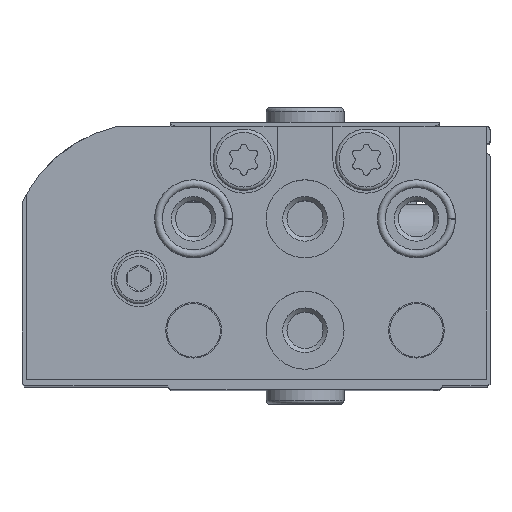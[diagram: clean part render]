
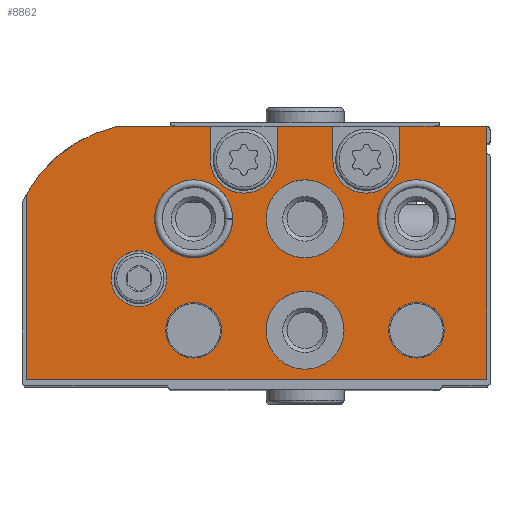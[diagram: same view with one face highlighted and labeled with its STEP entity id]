
A CAD part, top view. The second image highlights one B-rep face of the part: STEP entity #8862.
In plain terms, the highlighted face is planar.
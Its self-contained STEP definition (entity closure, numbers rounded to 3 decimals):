
#900=LINE('',#15053,#1589);
#904=LINE('',#15061,#1593);
#908=LINE('',#15067,#1597);
#911=LINE('',#15087,#1600);
#912=LINE('',#15091,#1601);
#913=LINE('',#15094,#1602);
#914=LINE('',#15096,#1603);
#915=LINE('',#15098,#1604);
#916=LINE('',#15099,#1605);
#917=LINE('',#15103,#1606);
#1589=VECTOR('',#12181,1000.);
#1593=VECTOR('',#12185,1000.);
#1597=VECTOR('',#12189,1000.);
#1600=VECTOR('',#12208,1000.);
#1601=VECTOR('',#12211,1000.);
#1602=VECTOR('',#12214,1000.);
#1603=VECTOR('',#12215,1000.);
#1604=VECTOR('',#12216,1000.);
#1605=VECTOR('',#12217,1000.);
#1606=VECTOR('',#12220,1000.);
#3367=ORIENTED_EDGE('',*,*,#5050,.T.);
#3368=ORIENTED_EDGE('',*,*,#5051,.T.);
#3369=ORIENTED_EDGE('',*,*,#5052,.T.);
#3370=ORIENTED_EDGE('',*,*,#5053,.T.);
#3371=ORIENTED_EDGE('',*,*,#5054,.T.);
#3372=ORIENTED_EDGE('',*,*,#5055,.T.);
#3373=ORIENTED_EDGE('',*,*,#5056,.T.);
#3374=ORIENTED_EDGE('',*,*,#5057,.T.);
#3375=ORIENTED_EDGE('',*,*,#5058,.T.);
#3376=ORIENTED_EDGE('',*,*,#5059,.T.);
#3377=ORIENTED_EDGE('',*,*,#5047,.F.);
#3378=ORIENTED_EDGE('',*,*,#5060,.F.);
#3379=ORIENTED_EDGE('',*,*,#5061,.F.);
#3380=ORIENTED_EDGE('',*,*,#5062,.F.);
#3381=ORIENTED_EDGE('',*,*,#5063,.F.);
#3382=ORIENTED_EDGE('',*,*,#5043,.F.);
#3383=ORIENTED_EDGE('',*,*,#5064,.T.);
#3384=ORIENTED_EDGE('',*,*,#5065,.T.);
#3385=ORIENTED_EDGE('',*,*,#5066,.T.);
#3386=ORIENTED_EDGE('',*,*,#5039,.F.);
#5039=EDGE_CURVE('',#6031,#6032,#900,.T.);
#5043=EDGE_CURVE('',#6035,#6036,#904,.T.);
#5047=EDGE_CURVE('',#6037,#6038,#908,.T.);
#5050=EDGE_CURVE('',#6040,#6040,#6580,.T.);
#5051=EDGE_CURVE('',#6041,#6041,#6581,.T.);
#5052=EDGE_CURVE('',#6042,#6042,#6582,.T.);
#5053=EDGE_CURVE('',#6043,#6043,#6583,.T.);
#5054=EDGE_CURVE('',#6044,#6044,#6584,.T.);
#5055=EDGE_CURVE('',#6045,#6045,#6585,.T.);
#5056=EDGE_CURVE('',#6046,#6046,#6586,.T.);
#5057=EDGE_CURVE('',#6031,#6047,#911,.T.);
#5058=EDGE_CURVE('',#6047,#6048,#6587,.T.);
#5059=EDGE_CURVE('',#6048,#6038,#912,.T.);
#5060=EDGE_CURVE('',#6049,#6037,#6588,.T.);
#5061=EDGE_CURVE('',#6050,#6049,#913,.T.);
#5062=EDGE_CURVE('',#6051,#6050,#914,.T.);
#5063=EDGE_CURVE('',#6036,#6051,#915,.T.);
#5064=EDGE_CURVE('',#6035,#6052,#916,.T.);
#5065=EDGE_CURVE('',#6052,#6053,#6589,.T.);
#5066=EDGE_CURVE('',#6053,#6032,#917,.T.);
#6031=VERTEX_POINT('',#15052);
#6032=VERTEX_POINT('',#15054);
#6035=VERTEX_POINT('',#15060);
#6036=VERTEX_POINT('',#15062);
#6037=VERTEX_POINT('',#15066);
#6038=VERTEX_POINT('',#15068);
#6040=VERTEX_POINT('',#15074);
#6041=VERTEX_POINT('',#15076);
#6042=VERTEX_POINT('',#15078);
#6043=VERTEX_POINT('',#15080);
#6044=VERTEX_POINT('',#15082);
#6045=VERTEX_POINT('',#15084);
#6046=VERTEX_POINT('',#15086);
#6047=VERTEX_POINT('',#15088);
#6048=VERTEX_POINT('',#15090);
#6049=VERTEX_POINT('',#15093);
#6050=VERTEX_POINT('',#15095);
#6051=VERTEX_POINT('',#15097);
#6052=VERTEX_POINT('',#15100);
#6053=VERTEX_POINT('',#15102);
#6580=CIRCLE('',#10020,2.5);
#6581=CIRCLE('',#10021,3.5);
#6582=CIRCLE('',#10022,3.5);
#6583=CIRCLE('',#10023,3.5);
#6584=CIRCLE('',#10024,3.5);
#6585=CIRCLE('',#10025,2.5);
#6586=CIRCLE('',#10026,2.5);
#6587=CIRCLE('',#10027,3.);
#6588=CIRCLE('',#10028,12.5);
#6589=CIRCLE('',#10029,3.);
#7204=EDGE_LOOP('',(#3367));
#7205=EDGE_LOOP('',(#3368));
#7206=EDGE_LOOP('',(#3369));
#7207=EDGE_LOOP('',(#3370));
#7208=EDGE_LOOP('',(#3371));
#7209=EDGE_LOOP('',(#3372));
#7210=EDGE_LOOP('',(#3373));
#7211=EDGE_LOOP('',(#3374,#3375,#3376,#3377,#3378,#3379,#3380,#3381,#3382,
#3383,#3384,#3385,#3386));
#7962=FACE_BOUND('',#7204,.T.);
#7963=FACE_BOUND('',#7205,.T.);
#7964=FACE_BOUND('',#7206,.T.);
#7965=FACE_BOUND('',#7207,.T.);
#7966=FACE_BOUND('',#7208,.T.);
#7967=FACE_BOUND('',#7209,.T.);
#7968=FACE_BOUND('',#7210,.T.);
#7969=FACE_BOUND('',#7211,.T.);
#8446=PLANE('',#10019);
#8862=ADVANCED_FACE('',(#7962,#7963,#7964,#7965,#7966,#7967,#7968,#7969),
#8446,.F.);
#10019=AXIS2_PLACEMENT_3D('',#15072,#12192,#12193);
#10020=AXIS2_PLACEMENT_3D('',#15073,#12194,#12195);
#10021=AXIS2_PLACEMENT_3D('',#15075,#12196,#12197);
#10022=AXIS2_PLACEMENT_3D('',#15077,#12198,#12199);
#10023=AXIS2_PLACEMENT_3D('',#15079,#12200,#12201);
#10024=AXIS2_PLACEMENT_3D('',#15081,#12202,#12203);
#10025=AXIS2_PLACEMENT_3D('',#15083,#12204,#12205);
#10026=AXIS2_PLACEMENT_3D('',#15085,#12206,#12207);
#10027=AXIS2_PLACEMENT_3D('',#15089,#12209,#12210);
#10028=AXIS2_PLACEMENT_3D('',#15092,#12212,#12213);
#10029=AXIS2_PLACEMENT_3D('',#15101,#12218,#12219);
#12181=DIRECTION('',(-1.,0.,0.));
#12185=DIRECTION('',(-1.,0.,0.));
#12189=DIRECTION('',(-1.,0.,0.));
#12192=DIRECTION('',(0.,0.,1.));
#12193=DIRECTION('',(1.,0.,0.));
#12194=DIRECTION('',(0.,0.,1.));
#12195=DIRECTION('',(1.,0.,0.));
#12196=DIRECTION('',(0.,0.,1.));
#12197=DIRECTION('',(1.,0.,0.));
#12198=DIRECTION('',(0.,0.,1.));
#12199=DIRECTION('',(1.,0.,0.));
#12200=DIRECTION('',(0.,0.,1.));
#12201=DIRECTION('',(1.,0.,0.));
#12202=DIRECTION('',(0.,0.,1.));
#12203=DIRECTION('',(1.,0.,0.));
#12204=DIRECTION('',(0.,0.,1.));
#12205=DIRECTION('',(1.,0.,0.));
#12206=DIRECTION('',(0.,0.,1.));
#12207=DIRECTION('',(1.,0.,0.));
#12208=DIRECTION('',(0.,-1.,0.));
#12209=DIRECTION('',(0.,0.,1.));
#12210=DIRECTION('',(1.,0.,0.));
#12211=DIRECTION('',(0.,1.,0.));
#12212=DIRECTION('',(0.,0.,1.));
#12213=DIRECTION('',(1.,0.,0.));
#12214=DIRECTION('',(0.,1.,0.));
#12215=DIRECTION('',(1.,0.,0.));
#12216=DIRECTION('',(0.,-1.,0.));
#12217=DIRECTION('',(0.,-1.,0.));
#12218=DIRECTION('',(0.,0.,1.));
#12219=DIRECTION('',(1.,0.,0.));
#12220=DIRECTION('',(0.,1.,0.));
#15052=CARTESIAN_POINT('',(18.8,22.7,0.));
#15053=CARTESIAN_POINT('',(33.122,22.7,0.));
#15054=CARTESIAN_POINT('',(13.8,22.7,0.));
#15060=CARTESIAN_POINT('',(7.8,22.7,0.));
#15061=CARTESIAN_POINT('',(33.122,22.7,0.));
#15062=CARTESIAN_POINT('',(0.,22.7,0.));
#15066=CARTESIAN_POINT('',(33.122,22.7,0.));
#15067=CARTESIAN_POINT('',(33.122,22.7,0.));
#15068=CARTESIAN_POINT('',(24.8,22.7,0.));
#15072=CARTESIAN_POINT('',(30.4,10.5,0.));
#15073=CARTESIAN_POINT('',(31.2,9.03,0.));
#15074=CARTESIAN_POINT('',(33.7,9.03,0.));
#15075=CARTESIAN_POINT('',(26.3,14.4,0.));
#15076=CARTESIAN_POINT('',(29.8,14.4,0.));
#15077=CARTESIAN_POINT('',(16.3,14.4,0.));
#15078=CARTESIAN_POINT('',(19.8,14.4,0.));
#15079=CARTESIAN_POINT('',(6.3,14.4,0.));
#15080=CARTESIAN_POINT('',(9.8,14.4,0.));
#15081=CARTESIAN_POINT('',(16.3,4.4,0.));
#15082=CARTESIAN_POINT('',(19.8,4.4,0.));
#15083=CARTESIAN_POINT('',(26.3,4.4,0.));
#15084=CARTESIAN_POINT('',(28.8,4.4,0.));
#15085=CARTESIAN_POINT('',(6.3,4.4,0.));
#15086=CARTESIAN_POINT('',(8.8,4.4,0.));
#15087=CARTESIAN_POINT('',(18.8,22.7,0.));
#15088=CARTESIAN_POINT('',(18.8,19.7,0.));
#15089=CARTESIAN_POINT('',(21.8,19.7,0.));
#15090=CARTESIAN_POINT('',(24.8,19.7,0.));
#15091=CARTESIAN_POINT('',(24.8,19.7,0.));
#15092=CARTESIAN_POINT('',(30.4,10.5,0.));
#15093=CARTESIAN_POINT('',(41.3,16.619,0.));
#15094=CARTESIAN_POINT('',(41.3,0.,0.));
#15095=CARTESIAN_POINT('',(41.3,0.,0.));
#15096=CARTESIAN_POINT('',(0.,0.,0.));
#15097=CARTESIAN_POINT('',(0.,0.,0.));
#15098=CARTESIAN_POINT('',(0.,22.7,0.));
#15099=CARTESIAN_POINT('',(7.8,22.7,0.));
#15100=CARTESIAN_POINT('',(7.8,19.7,0.));
#15101=CARTESIAN_POINT('',(10.8,19.7,0.));
#15102=CARTESIAN_POINT('',(13.8,19.7,0.));
#15103=CARTESIAN_POINT('',(13.8,19.7,0.));
